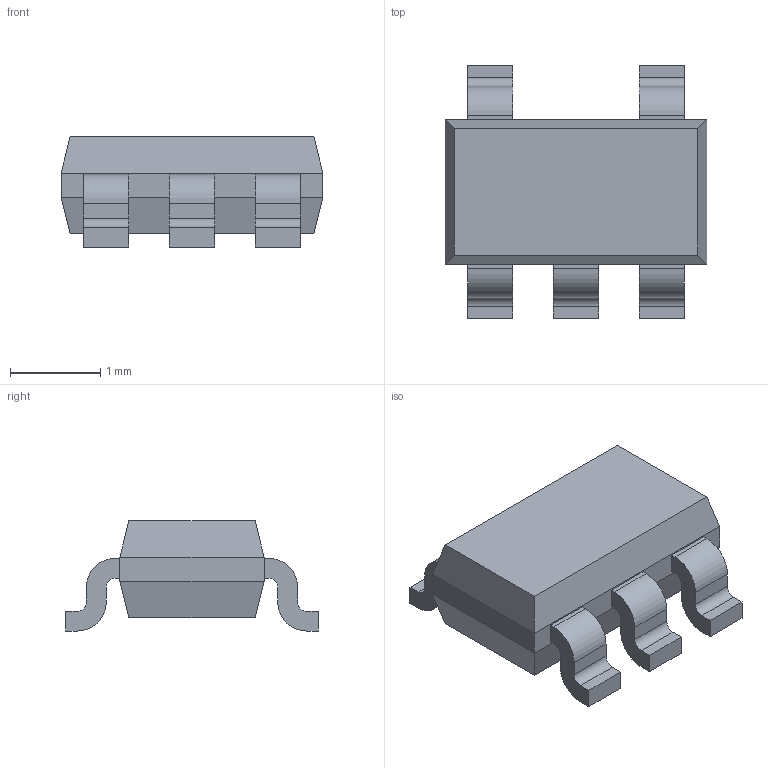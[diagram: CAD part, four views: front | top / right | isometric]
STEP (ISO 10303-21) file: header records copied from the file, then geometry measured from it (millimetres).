
FILE_DESCRIPTION(/* description */ (''),/* implementation_level */ '2;1');
FILE_NAME(/* name */ 'BEAGLEBONE_BLUE_SOT23-5_ipt_8850dad4.STEP',/* time_stamp */ '2022-06-02T14:50:14+03:00',/* author */ ('Sulieman DAHER'),/* organization */ (''),/* preprocessor_version */ 'ST-DEVELOPER v16.13',/* originating_system */ 'Autodesk Inventor 2018',/* authorisation */ '');
FILE_SCHEMA (('AUTOMOTIVE_DESIGN { 1 0 10303 214 3 1 1 }'));
Length unit declared in the file: millimetre
Products named in the file (1): BEAGLEBONE_BLUE_SOT23-5
Bounding box: 2.9 x 2.8 x 1.22 mm (x, y, z)
Volume: 5.2 mm3; surface area: 24.3 mm2
Topology: 1 solids, 1 shells, 79 faces, 208 edges, 136 vertices
Faces by surface type: plane 59, cylinder 20
Entity records: 2557 total; most frequent: CARTESIAN_POINT 424, ORIENTED_EDGE 416, DIRECTION 408, EDGE_CURVE 208, LINE 168, VECTOR 168, VERTEX_POINT 136, AXIS2_PLACEMENT_3D 120
